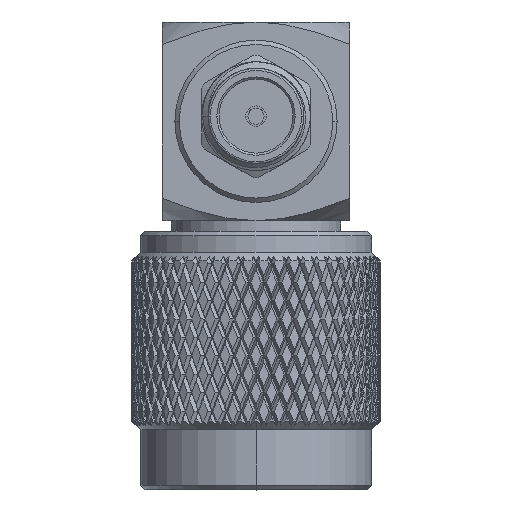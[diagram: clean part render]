
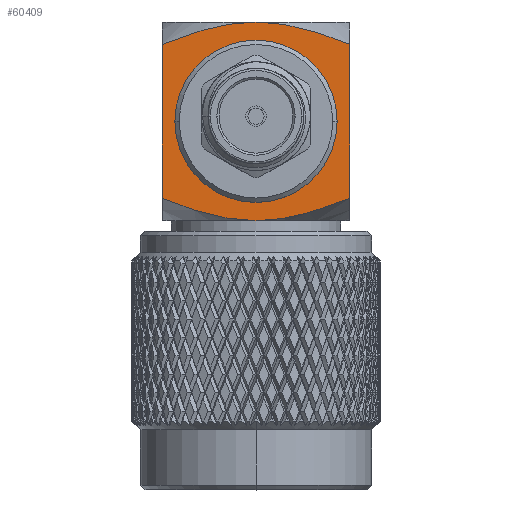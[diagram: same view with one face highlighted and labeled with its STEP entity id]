
A CAD part, top view. The second image highlights one B-rep face of the part: STEP entity #60409.
In plain terms, the highlighted face is planar.
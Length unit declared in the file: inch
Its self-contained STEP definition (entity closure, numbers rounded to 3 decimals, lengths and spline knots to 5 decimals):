
#739 = DIRECTION ( 'NONE',  ( 0., 0., 1. ) ) ;
#1314 = CARTESIAN_POINT ( 'NONE',  ( 0.215, 0.21778, -0.09197 ) ) ;
#4114 = CIRCLE ( 'NONE', #9501, 0.18642 ) ;
#4170 = ORIENTED_EDGE ( 'NONE', *, *, #67757, .F. ) ;
#4688 = VERTEX_POINT ( 'NONE', #97217 ) ;
#4715 = CARTESIAN_POINT ( 'NONE',  ( 0.215, -0.17693, 0.215 ) ) ;
#5408 = ORIENTED_EDGE ( 'NONE', *, *, #5982, .F. ) ;
#5840 = CARTESIAN_POINT ( 'NONE',  ( 0.215, 0.22256, 0.07369 ) ) ;
#5982 = EDGE_CURVE ( 'NONE', #75219, #21152, #57102, .T. ) ;
#7409 = LINE ( 'NONE', #41507, #94390 ) ;
#8562 = ORIENTED_EDGE ( 'NONE', *, *, #92931, .F. ) ;
#9501 = AXIS2_PLACEMENT_3D ( 'NONE', #107608, #22062, #83274 ) ;
#9774 = VERTEX_POINT ( 'NONE', #53826 ) ;
#12656 = CARTESIAN_POINT ( 'NONE',  ( 0.215, -0.2029, 0.14522 ) ) ;
#12982 = EDGE_CURVE ( 'NONE', #21152, #46410, #50736, .T. ) ;
#16473 = DIRECTION ( 'NONE',  ( 0., 1., 0. ) ) ;
#19780 = CARTESIAN_POINT ( 'NONE',  ( 0.215, 0.17693, 0.215 ) ) ;
#21152 = VERTEX_POINT ( 'NONE', #31469 ) ;
#22062 = DIRECTION ( 'NONE',  ( 1., 0., 0. ) ) ;
#23391 = EDGE_LOOP ( 'NONE', ( #4170, #108486 ) ) ;
#26278 = CARTESIAN_POINT ( 'NONE',  ( 0.215, 0.17693, -0.215 ) ) ;
#28553 = CARTESIAN_POINT ( 'NONE',  ( 0.215, -0.20848, 0.12741 ) ) ;
#29498 = B_SPLINE_CURVE_WITH_KNOTS ( 'NONE', 3,
 ( #31951, #103241, #40467, #58003, #85723, #5840, #77223, #41041 ),
 .UNSPECIFIED., .F., .F.,
 ( 4, 2, 2, 4 ),
 ( 0.01418, 0.0156, 0.01701, 0.01983 ),
 .UNSPECIFIED. ) ;
#29578 = FACE_OUTER_BOUND ( 'NONE', #62972, .T. ) ;
#29747 = CARTESIAN_POINT ( 'NONE',  ( 0.215, 0.17693, -0.215 ) ) ;
#31469 = CARTESIAN_POINT ( 'NONE',  ( 0.215, -0.17693, 0.215 ) ) ;
#31736 = CARTESIAN_POINT ( 'NONE',  ( 0.215, -0.22835, 0. ) ) ;
#31951 = CARTESIAN_POINT ( 'NONE',  ( 0.215, 0.17693, 0.215 ) ) ;
#32855 = VERTEX_POINT ( 'NONE', #99660 ) ;
#34791 = CARTESIAN_POINT ( 'NONE',  ( 0.215, -0.22835, 0. ) ) ;
#35903 = CARTESIAN_POINT ( 'NONE',  ( 0.215, 0., 0. ) ) ;
#35920 = CARTESIAN_POINT ( 'NONE',  ( 0.215, 0.22835, 0. ) ) ;
#36385 = AXIS2_PLACEMENT_3D ( 'NONE', #108282, #98659, #47161 ) ;
#37590 = DIRECTION ( 'NONE',  ( 1., 0., 0. ) ) ;
#40467 = CARTESIAN_POINT ( 'NONE',  ( 0.215, 0.19062, 0.18046 ) ) ;
#41041 = CARTESIAN_POINT ( 'NONE',  ( 0.215, 0.22835, 0. ) ) ;
#41507 = CARTESIAN_POINT ( 'NONE',  ( 0.215, -0.22835, -0.215 ) ) ;
#41913 = CIRCLE ( 'NONE', #43734, 0.18642 ) ;
#43734 = AXIS2_PLACEMENT_3D ( 'NONE', #35903, #37590, #739 ) ;
#46410 = VERTEX_POINT ( 'NONE', #19780 ) ;
#47161 = DIRECTION ( 'NONE',  ( 0., 0., 1. ) ) ;
#49888 = CARTESIAN_POINT ( 'NONE',  ( 0.215, -0.22162, -0.07391 ) ) ;
#50642 = ORIENTED_EDGE ( 'NONE', *, *, #95406, .T. ) ;
#50736 = LINE ( 'NONE', #51282, #65952 ) ;
#51282 = CARTESIAN_POINT ( 'NONE',  ( 0.215, -0.22835, 0.215 ) ) ;
#53826 = CARTESIAN_POINT ( 'NONE',  ( 0.215, 0., -0.18642 ) ) ;
#55228 = ORIENTED_EDGE ( 'NONE', *, *, #88029, .F. ) ;
#56220 = FACE_BOUND ( 'NONE', #23391, .T. ) ;
#57102 = B_SPLINE_CURVE_WITH_KNOTS ( 'NONE', 3,
 ( #99335, #106126, #90299, #28553, #12656, #82929, #63128, #4715 ),
 .UNSPECIFIED., .F., .F.,
 ( 4, 2, 2, 4 ),
 ( 0.01173, 0.01457, 0.016, 0.01742 ),
 .UNSPECIFIED. ) ;
#58003 = CARTESIAN_POINT ( 'NONE',  ( 0.215, 0.2029, 0.14522 ) ) ;
#60399 = CARTESIAN_POINT ( 'NONE',  ( 0.215, -0.2037, -0.14559 ) ) ;
#60409 = ADVANCED_FACE ( 'NONE', ( #56220, #29578 ), #64125, .F. ) ;
#61136 = B_SPLINE_CURVE_WITH_KNOTS ( 'NONE', 3,
 ( #35920, #69371, #61394, #103327, #1314, #68829, #70470, #26278 ),
 .UNSPECIFIED., .F., .F.,
 ( 4, 2, 2, 4 ),
 ( 0.01983, 0.02123, 0.02262, 0.02542 ),
 .UNSPECIFIED. ) ;
#61394 = CARTESIAN_POINT ( 'NONE',  ( 0.215, 0.22691, -0.03725 ) ) ;
#62972 = EDGE_LOOP ( 'NONE', ( #8562, #50642, #96963, #55228, #86260, #5408 ) ) ;
#63128 = CARTESIAN_POINT ( 'NONE',  ( 0.215, -0.18395, 0.19781 ) ) ;
#64125 = PLANE ( 'NONE',  #36385 ) ;
#65952 = VECTOR ( 'NONE', #102237, 39.37008 ) ;
#67757 = EDGE_CURVE ( 'NONE', #4688, #9774, #4114, .T. ) ;
#68829 = CARTESIAN_POINT ( 'NONE',  ( 0.215, 0.2037, -0.14559 ) ) ;
#68935 = CARTESIAN_POINT ( 'NONE',  ( 0.215, -0.19094, -0.18067 ) ) ;
#69371 = CARTESIAN_POINT ( 'NONE',  ( 0.215, 0.22835, -0.01849 ) ) ;
#70037 = CARTESIAN_POINT ( 'NONE',  ( 0.215, -0.17693, -0.215 ) ) ;
#70470 = CARTESIAN_POINT ( 'NONE',  ( 0.215, 0.19094, -0.18067 ) ) ;
#75219 = VERTEX_POINT ( 'NONE', #34791 ) ;
#75814 = B_SPLINE_CURVE_WITH_KNOTS ( 'NONE', 3,
 ( #70037, #68935, #60399, #100824, #49888, #83295, #84421, #31736 ),
 .UNSPECIFIED., .F., .F.,
 ( 4, 2, 2, 4 ),
 ( 0.00608, 0.0089, 0.01031, 0.01173 ),
 .UNSPECIFIED. ) ;
#77223 = CARTESIAN_POINT ( 'NONE',  ( 0.215, 0.22835, 0.0373 ) ) ;
#82929 = CARTESIAN_POINT ( 'NONE',  ( 0.215, -0.19062, 0.18046 ) ) ;
#83274 = DIRECTION ( 'NONE',  ( 0., 0., 1. ) ) ;
#83295 = CARTESIAN_POINT ( 'NONE',  ( 0.215, -0.22691, -0.03725 ) ) ;
#84421 = CARTESIAN_POINT ( 'NONE',  ( 0.215, -0.22835, -0.01849 ) ) ;
#85723 = CARTESIAN_POINT ( 'NONE',  ( 0.215, 0.20848, 0.12741 ) ) ;
#86260 = ORIENTED_EDGE ( 'NONE', *, *, #12982, .F. ) ;
#88029 = EDGE_CURVE ( 'NONE', #46410, #107013, #29498, .T. ) ;
#90299 = CARTESIAN_POINT ( 'NONE',  ( 0.215, -0.22256, 0.07369 ) ) ;
#92489 = EDGE_CURVE ( 'NONE', #107013, #95839, #61136, .T. ) ;
#92931 = EDGE_CURVE ( 'NONE', #32855, #75219, #75814, .T. ) ;
#93297 = EDGE_CURVE ( 'NONE', #9774, #4688, #41913, .T. ) ;
#94390 = VECTOR ( 'NONE', #16473, 39.37008 ) ;
#95406 = EDGE_CURVE ( 'NONE', #32855, #95839, #7409, .T. ) ;
#95839 = VERTEX_POINT ( 'NONE', #29747 ) ;
#96963 = ORIENTED_EDGE ( 'NONE', *, *, #92489, .F. ) ;
#97217 = CARTESIAN_POINT ( 'NONE',  ( 0.215, 0., 0.18642 ) ) ;
#98316 = CARTESIAN_POINT ( 'NONE',  ( 0.215, 0.22835, 0. ) ) ;
#98659 = DIRECTION ( 'NONE',  ( -1., 0., 0. ) ) ;
#99335 = CARTESIAN_POINT ( 'NONE',  ( 0.215, -0.22835, 0. ) ) ;
#99660 = CARTESIAN_POINT ( 'NONE',  ( 0.215, -0.17693, -0.215 ) ) ;
#100824 = CARTESIAN_POINT ( 'NONE',  ( 0.215, -0.21778, -0.09197 ) ) ;
#102237 = DIRECTION ( 'NONE',  ( 0., 1., 0. ) ) ;
#103241 = CARTESIAN_POINT ( 'NONE',  ( 0.215, 0.18395, 0.19781 ) ) ;
#103327 = CARTESIAN_POINT ( 'NONE',  ( 0.215, 0.22162, -0.07391 ) ) ;
#106126 = CARTESIAN_POINT ( 'NONE',  ( 0.215, -0.22835, 0.0373 ) ) ;
#107013 = VERTEX_POINT ( 'NONE', #98316 ) ;
#107608 = CARTESIAN_POINT ( 'NONE',  ( 0.215, 0., 0. ) ) ;
#108282 = CARTESIAN_POINT ( 'NONE',  ( 0.215, -0.22835, 0.215 ) ) ;
#108486 = ORIENTED_EDGE ( 'NONE', *, *, #93297, .F. ) ;
